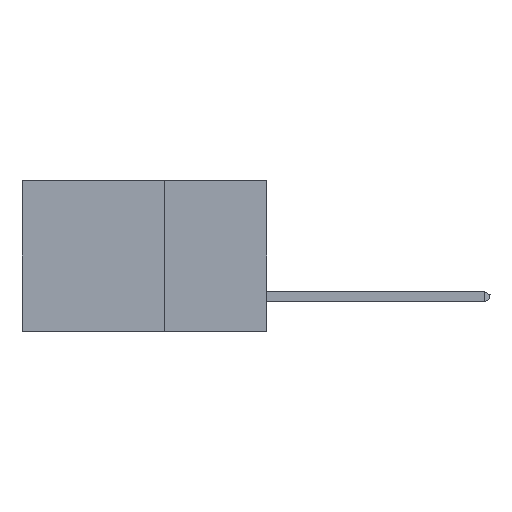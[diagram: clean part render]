
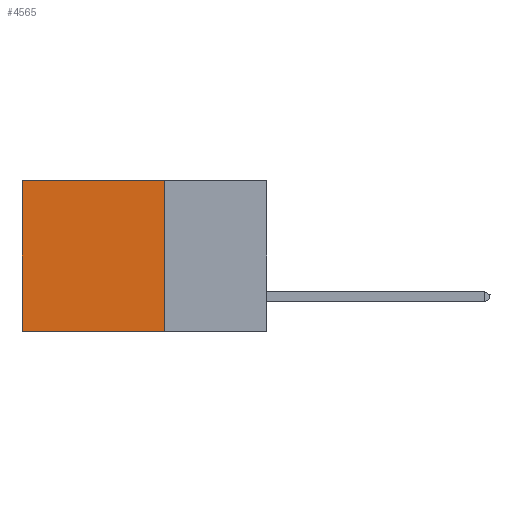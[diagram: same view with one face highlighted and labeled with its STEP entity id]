
A CAD part, left-side view. The second image highlights one B-rep face of the part: STEP entity #4565.
In plain terms, the highlighted planar face has unit normal (-1, 0, 0).
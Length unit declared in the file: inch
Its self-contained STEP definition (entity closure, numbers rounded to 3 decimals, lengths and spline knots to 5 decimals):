
#75 = DIRECTION ( 'NONE',  ( 0., 0., -1. ) ) ;
#1250 = CARTESIAN_POINT ( 'NONE',  ( 0.2875, 0.6, -0.37 ) ) ;
#4231 = PLANE ( 'NONE',  #22665 ) ;
#4565 = ADVANCED_FACE ( 'NONE', ( #33263 ), #4231, .F. ) ;
#5753 = VERTEX_POINT ( 'NONE', #1250 ) ;
#6795 = EDGE_CURVE ( 'NONE', #37936, #17243, #18348, .T. ) ;
#7298 = CARTESIAN_POINT ( 'NONE',  ( 0.2875, 0.25, 0. ) ) ;
#7937 = EDGE_CURVE ( 'NONE', #37936, #21417, #29127, .T. ) ;
#8076 = DIRECTION ( 'NONE',  ( 0., 0., -1. ) ) ;
#8392 = DIRECTION ( 'NONE',  ( 1., 0., 0. ) ) ;
#8485 = ORIENTED_EDGE ( 'NONE', *, *, #24154, .T. ) ;
#9101 = VECTOR ( 'NONE', #75, 39.37008 ) ;
#9114 = LINE ( 'NONE', #25554, #26559 ) ;
#15243 = DIRECTION ( 'NONE',  ( 0., 1., 0. ) ) ;
#17243 = VERTEX_POINT ( 'NONE', #44018 ) ;
#18154 = CARTESIAN_POINT ( 'NONE',  ( 0.2875, 0.25, 0. ) ) ;
#18348 = LINE ( 'NONE', #21616, #9101 ) ;
#21417 = VERTEX_POINT ( 'NONE', #36062 ) ;
#21616 = CARTESIAN_POINT ( 'NONE',  ( 0.2875, 0.25, 0. ) ) ;
#22665 = AXIS2_PLACEMENT_3D ( 'NONE', #32746, #8392, #28679 ) ;
#24154 = EDGE_CURVE ( 'NONE', #21417, #5753, #38138, .T. ) ;
#25170 = ORIENTED_EDGE ( 'NONE', *, *, #6795, .F. ) ;
#25554 = CARTESIAN_POINT ( 'NONE',  ( 0.2875, 0.25, -0.37 ) ) ;
#26559 = VECTOR ( 'NONE', #39402, 39.37008 ) ;
#27898 = EDGE_CURVE ( 'NONE', #17243, #5753, #9114, .T. ) ;
#28275 = ORIENTED_EDGE ( 'NONE', *, *, #27898, .F. ) ;
#28679 = DIRECTION ( 'NONE',  ( 0., 0., -1. ) ) ;
#29127 = LINE ( 'NONE', #18154, #38372 ) ;
#32746 = CARTESIAN_POINT ( 'NONE',  ( 0.2875, 0.25, 0. ) ) ;
#33263 = FACE_OUTER_BOUND ( 'NONE', #38111, .T. ) ;
#36062 = CARTESIAN_POINT ( 'NONE',  ( 0.2875, 0.6, 0. ) ) ;
#36386 = CARTESIAN_POINT ( 'NONE',  ( 0.2875, 0.6, 0. ) ) ;
#37936 = VERTEX_POINT ( 'NONE', #7298 ) ;
#38111 = EDGE_LOOP ( 'NONE', ( #8485, #28275, #25170, #38443 ) ) ;
#38138 = LINE ( 'NONE', #36386, #43618 ) ;
#38372 = VECTOR ( 'NONE', #15243, 39.37008 ) ;
#38443 = ORIENTED_EDGE ( 'NONE', *, *, #7937, .T. ) ;
#39402 = DIRECTION ( 'NONE',  ( 0., 1., 0. ) ) ;
#43618 = VECTOR ( 'NONE', #8076, 39.37008 ) ;
#44018 = CARTESIAN_POINT ( 'NONE',  ( 0.2875, 0.25, -0.37 ) ) ;
